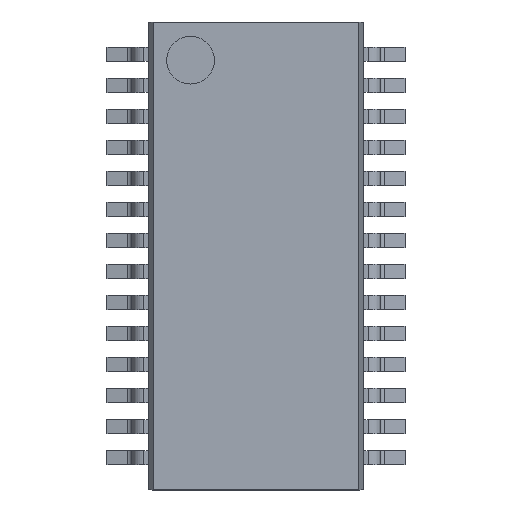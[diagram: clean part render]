
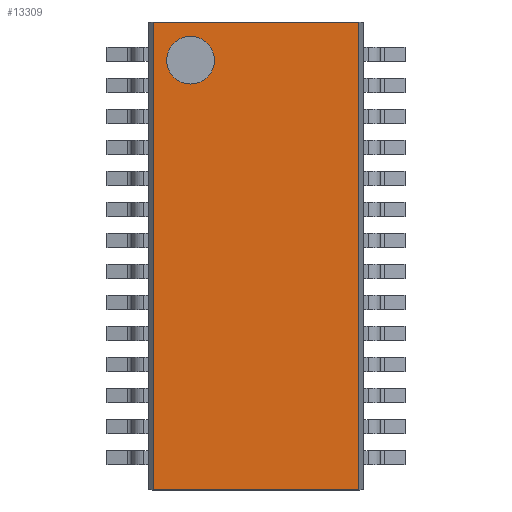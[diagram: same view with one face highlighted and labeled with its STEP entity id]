
A CAD part, top view. The second image highlights one B-rep face of the part: STEP entity #13309.
In plain terms, the highlighted planar face has unit normal (0, 0, 1).
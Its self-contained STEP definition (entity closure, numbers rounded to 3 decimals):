
#13099=CARTESIAN_POINT('',(-0.871,4.1,1.2));
#13100=VERTEX_POINT('',#13099);
#13109=CARTESIAN_POINT('',(-1.871,4.1,1.2));
#13110=VERTEX_POINT('',#13109);
#13111=CARTESIAN_POINT('',(-1.371,4.1,1.2));
#13112=DIRECTION('',(0.0,0.0,-1.0));
#13113=DIRECTION('',(1.0,0.0,0.0));
#13114=AXIS2_PLACEMENT_3D('',#13111,#13112,#13113);
#13115=CIRCLE('',#13114,0.5);
#13116=EDGE_CURVE('',#13110,#13100,#13115,.T.);
#13243=CARTESIAN_POINT('',(-2.153,4.9,1.2));
#13244=VERTEX_POINT('',#13243);
#13252=CARTESIAN_POINT('',(-2.153,-4.9,1.2));
#13253=VERTEX_POINT('',#13252);
#13260=CARTESIAN_POINT('',(-2.153,4.9,1.2));
#13261=DIRECTION('',(0.0,-1.0,0.0));
#13262=VECTOR('',#13261,9.8);
#13263=LINE('',#13260,#13262);
#13264=EDGE_CURVE('',#13253,#13244,#13263,.F.);
#13269=CARTESIAN_POINT('',(2.171,-3.,1.2));
#13270=DIRECTION('',(0.0,0.0,1.0));
#13271=DIRECTION('',(0.0,-1.0,0.0));
#13272=AXIS2_PLACEMENT_3D('',#13269,#13270,#13271);
#13273=PLANE('',#13272);
#13274=CARTESIAN_POINT('',(2.153,4.9,1.2));
#13275=VERTEX_POINT('',#13274);
#13276=CARTESIAN_POINT('',(2.153,4.9,1.2));
#13277=DIRECTION('',(-1.0,0.0,0.0));
#13278=VECTOR('',#13277,4.306);
#13279=LINE('',#13276,#13278);
#13280=EDGE_CURVE('',#13275,#13244,#13279,.T.);
#13281=ORIENTED_EDGE('',*,*,#13280,.T.);
#13282=ORIENTED_EDGE('',*,*,#13264,.F.);
#13283=CARTESIAN_POINT('',(2.153,-4.9,1.2));
#13284=VERTEX_POINT('',#13283);
#13285=CARTESIAN_POINT('',(2.153,-4.9,1.2));
#13286=DIRECTION('',(-1.0,0.0,0.0));
#13287=VECTOR('',#13286,4.306);
#13288=LINE('',#13285,#13287);
#13289=EDGE_CURVE('',#13284,#13253,#13288,.T.);
#13290=ORIENTED_EDGE('',*,*,#13289,.F.);
#13291=CARTESIAN_POINT('',(2.153,-4.9,1.2));
#13292=DIRECTION('',(0.0,1.0,0.0));
#13293=VECTOR('',#13292,9.8);
#13294=LINE('',#13291,#13293);
#13295=EDGE_CURVE('',#13284,#13275,#13294,.T.);
#13296=ORIENTED_EDGE('',*,*,#13295,.T.);
#13297=EDGE_LOOP('',(#13281,#13282,#13290,#13296));
#13298=FACE_OUTER_BOUND('',#13297,.T.);
#13299=CARTESIAN_POINT('',(-1.371,4.1,1.2));
#13300=DIRECTION('',(0.0,0.0,-1.0));
#13301=DIRECTION('',(1.0,0.0,0.0));
#13302=AXIS2_PLACEMENT_3D('',#13299,#13300,#13301);
#13303=CIRCLE('',#13302,0.5);
#13304=EDGE_CURVE('',#13100,#13110,#13303,.T.);
#13305=ORIENTED_EDGE('',*,*,#13304,.T.);
#13306=ORIENTED_EDGE('',*,*,#13116,.T.);
#13307=EDGE_LOOP('',(#13305,#13306));
#13308=FACE_BOUND('',#13307,.T.);
#13309=ADVANCED_FACE('',(#13298,#13308),#13273,.T.);
